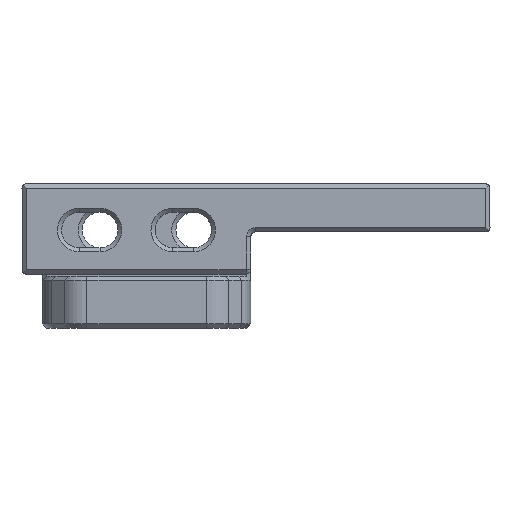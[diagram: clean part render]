
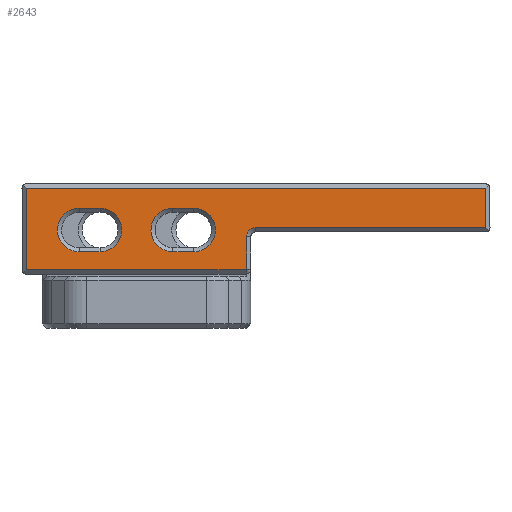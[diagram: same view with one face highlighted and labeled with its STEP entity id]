
A CAD part, front view. The second image highlights one B-rep face of the part: STEP entity #2643.
In plain terms, the highlighted face is planar.
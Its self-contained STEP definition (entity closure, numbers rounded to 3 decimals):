
#22=B_SPLINE_CURVE_WITH_KNOTS('',3,(#4316,#4317,#4318,#4319,#4320,#4321,
#4322),.UNSPECIFIED.,.F.,.F.,(4,1,1,1,4),(-1.571,-0.673,
0.224,0.673,1.571),.UNSPECIFIED.);
#24=B_SPLINE_CURVE_WITH_KNOTS('',3,(#4364,#4365,#4366,#4367,#4368,#4369,
#4370),.UNSPECIFIED.,.F.,.F.,(4,1,1,1,4),(-1.571,-0.673,
0.224,0.673,1.571),.UNSPECIFIED.);
#67=FACE_BOUND('',#471,.T.);
#68=FACE_BOUND('',#472,.T.);
#131=PLANE('',#2902);
#297=FACE_OUTER_BOUND('',#470,.T.);
#470=EDGE_LOOP('',(#2242,#2243,#2244,#2245,#2246,#2247,#2248,#2249));
#471=EDGE_LOOP('',(#2250,#2251,#2252,#2253));
#472=EDGE_LOOP('',(#2254,#2255,#2256,#2257));
#696=LINE('',#4272,#962);
#701=LINE('',#4286,#967);
#707=LINE('',#4343,#973);
#708=LINE('',#4345,#974);
#709=LINE('',#4347,#975);
#710=LINE('',#4351,#976);
#711=LINE('',#4355,#977);
#712=LINE('',#4356,#978);
#713=LINE('',#4359,#979);
#714=LINE('',#4363,#980);
#962=VECTOR('',#3506,10.);
#967=VECTOR('',#3519,10.);
#973=VECTOR('',#3533,10.);
#974=VECTOR('',#3534,10.);
#975=VECTOR('',#3535,10.);
#976=VECTOR('',#3538,10.);
#977=VECTOR('',#3541,10.);
#978=VECTOR('',#3542,10.);
#979=VECTOR('',#3543,10.);
#980=VECTOR('',#3546,10.);
#1124=CIRCLE('',#2896,2.1);
#1127=CIRCLE('',#2903,0.05);
#1128=CIRCLE('',#2904,0.85);
#1129=CIRCLE('',#2905,2.1);
#1288=VERTEX_POINT('',#4269);
#1289=VERTEX_POINT('',#4271);
#1292=VERTEX_POINT('',#4278);
#1294=VERTEX_POINT('',#4284);
#1298=VERTEX_POINT('',#4341);
#1299=VERTEX_POINT('',#4342);
#1300=VERTEX_POINT('',#4344);
#1301=VERTEX_POINT('',#4346);
#1302=VERTEX_POINT('',#4348);
#1303=VERTEX_POINT('',#4350);
#1304=VERTEX_POINT('',#4352);
#1305=VERTEX_POINT('',#4354);
#1306=VERTEX_POINT('',#4357);
#1307=VERTEX_POINT('',#4358);
#1308=VERTEX_POINT('',#4360);
#1309=VERTEX_POINT('',#4362);
#1607=EDGE_CURVE('',#1288,#1289,#696,.T.);
#1611=EDGE_CURVE('',#1292,#1288,#1124,.T.);
#1614=EDGE_CURVE('',#1294,#1292,#701,.T.);
#1616=EDGE_CURVE('',#1289,#1294,#22,.T.);
#1623=EDGE_CURVE('',#1298,#1299,#707,.T.);
#1624=EDGE_CURVE('',#1300,#1298,#708,.T.);
#1625=EDGE_CURVE('',#1301,#1300,#709,.T.);
#1626=EDGE_CURVE('',#1302,#1301,#1127,.T.);
#1627=EDGE_CURVE('',#1303,#1302,#710,.T.);
#1628=EDGE_CURVE('',#1304,#1303,#1128,.T.);
#1629=EDGE_CURVE('',#1305,#1304,#711,.T.);
#1630=EDGE_CURVE('',#1299,#1305,#712,.T.);
#1631=EDGE_CURVE('',#1306,#1307,#713,.T.);
#1632=EDGE_CURVE('',#1308,#1306,#1129,.T.);
#1633=EDGE_CURVE('',#1309,#1308,#714,.T.);
#1634=EDGE_CURVE('',#1307,#1309,#24,.T.);
#2242=ORIENTED_EDGE('',*,*,#1623,.F.);
#2243=ORIENTED_EDGE('',*,*,#1624,.F.);
#2244=ORIENTED_EDGE('',*,*,#1625,.F.);
#2245=ORIENTED_EDGE('',*,*,#1626,.F.);
#2246=ORIENTED_EDGE('',*,*,#1627,.F.);
#2247=ORIENTED_EDGE('',*,*,#1628,.F.);
#2248=ORIENTED_EDGE('',*,*,#1629,.F.);
#2249=ORIENTED_EDGE('',*,*,#1630,.F.);
#2250=ORIENTED_EDGE('',*,*,#1631,.F.);
#2251=ORIENTED_EDGE('',*,*,#1632,.F.);
#2252=ORIENTED_EDGE('',*,*,#1633,.F.);
#2253=ORIENTED_EDGE('',*,*,#1634,.F.);
#2254=ORIENTED_EDGE('',*,*,#1607,.F.);
#2255=ORIENTED_EDGE('',*,*,#1611,.F.);
#2256=ORIENTED_EDGE('',*,*,#1614,.F.);
#2257=ORIENTED_EDGE('',*,*,#1616,.F.);
#2643=ADVANCED_FACE('',(#297,#67,#68),#131,.T.);
#2896=AXIS2_PLACEMENT_3D('',#4280,#3512,#3513);
#2902=AXIS2_PLACEMENT_3D('',#4340,#3531,#3532);
#2903=AXIS2_PLACEMENT_3D('',#4349,#3536,#3537);
#2904=AXIS2_PLACEMENT_3D('',#4353,#3539,#3540);
#2905=AXIS2_PLACEMENT_3D('',#4361,#3544,#3545);
#3506=DIRECTION('',(-1.,0.,0.));
#3512=DIRECTION('center_axis',(0.,0.,1.));
#3513=DIRECTION('ref_axis',(1.,0.,0.));
#3519=DIRECTION('',(1.,0.,0.));
#3531=DIRECTION('center_axis',(0.,0.,1.));
#3532=DIRECTION('ref_axis',(1.,0.,0.));
#3533=DIRECTION('',(1.,0.,0.));
#3534=DIRECTION('',(0.,1.,0.));
#3535=DIRECTION('',(-1.,0.,0.));
#3536=DIRECTION('center_axis',(0.,0.,-1.));
#3537=DIRECTION('ref_axis',(0.707,-0.707,0.));
#3538=DIRECTION('',(0.,-1.,0.));
#3539=DIRECTION('center_axis',(0.,0.,1.));
#3540=DIRECTION('ref_axis',(-0.707,0.707,0.));
#3541=DIRECTION('',(-1.,0.,0.));
#3542=DIRECTION('',(0.,-1.,0.));
#3543=DIRECTION('',(-1.,0.,0.));
#3544=DIRECTION('center_axis',(0.,0.,1.));
#3545=DIRECTION('ref_axis',(1.,0.,0.));
#3546=DIRECTION('',(1.,0.,0.));
#4269=CARTESIAN_POINT('',(-65.499,-31.359,59.177));
#4271=CARTESIAN_POINT('',(-67.5,-31.359,59.177));
#4272=CARTESIAN_POINT('',(-73.749,-31.359,59.177));
#4278=CARTESIAN_POINT('',(-65.499,-35.559,59.177));
#4280=CARTESIAN_POINT('Origin',(-65.499,-33.459,59.177));
#4284=CARTESIAN_POINT('',(-67.5,-35.559,59.177));
#4286=CARTESIAN_POINT('',(-72.749,-35.559,59.177));
#4316=CARTESIAN_POINT('Ctrl Pts',(-67.5,-31.359,59.177));
#4317=CARTESIAN_POINT('Ctrl Pts',(-68.128,-31.359,59.177));
#4318=CARTESIAN_POINT('Ctrl Pts',(-69.38,-31.966,59.177));
#4319=CARTESIAN_POINT('Ctrl Pts',(-69.761,-33.65,59.177));
#4320=CARTESIAN_POINT('Ctrl Pts',(-69.055,-35.105,59.177));
#4321=CARTESIAN_POINT('Ctrl Pts',(-68.128,-35.559,59.177));
#4322=CARTESIAN_POINT('Ctrl Pts',(-67.5,-35.559,59.177));
#4340=CARTESIAN_POINT('Origin',(-80.,-33.647,59.177));
#4341=CARTESIAN_POINT('',(-81.6,-29.421,59.177));
#4342=CARTESIAN_POINT('',(-37.4,-29.421,59.177));
#4343=CARTESIAN_POINT('',(-67.25,-29.421,59.177));
#4344=CARTESIAN_POINT('',(-81.6,-37.297,59.177));
#4345=CARTESIAN_POINT('',(-81.6,-33.647,59.177));
#4346=CARTESIAN_POINT('',(-60.45,-37.297,59.177));
#4347=CARTESIAN_POINT('',(-75.,-37.297,59.177));
#4348=CARTESIAN_POINT('',(-60.4,-37.247,59.177));
#4349=CARTESIAN_POINT('Origin',(-60.45,-37.247,59.177));
#4350=CARTESIAN_POINT('',(-60.4,-34.097,59.177));
#4351=CARTESIAN_POINT('',(-60.4,-33.647,59.177));
#4352=CARTESIAN_POINT('',(-59.55,-33.247,59.177));
#4353=CARTESIAN_POINT('Origin',(-59.55,-34.097,59.177));
#4354=CARTESIAN_POINT('',(-37.4,-33.247,59.177));
#4355=CARTESIAN_POINT('',(-67.25,-33.247,59.177));
#4356=CARTESIAN_POINT('',(-37.4,-33.647,59.177));
#4357=CARTESIAN_POINT('',(-74.499,-31.359,59.177));
#4358=CARTESIAN_POINT('',(-76.5,-31.359,59.177));
#4359=CARTESIAN_POINT('',(-78.25,-31.359,59.177));
#4360=CARTESIAN_POINT('',(-74.499,-35.559,59.177));
#4361=CARTESIAN_POINT('Origin',(-74.499,-33.459,59.177));
#4362=CARTESIAN_POINT('',(-76.5,-35.559,59.177));
#4363=CARTESIAN_POINT('',(-77.249,-35.559,59.177));
#4364=CARTESIAN_POINT('Ctrl Pts',(-76.5,-31.359,59.177));
#4365=CARTESIAN_POINT('Ctrl Pts',(-77.128,-31.359,59.177));
#4366=CARTESIAN_POINT('Ctrl Pts',(-78.38,-31.966,59.177));
#4367=CARTESIAN_POINT('Ctrl Pts',(-78.761,-33.65,59.177));
#4368=CARTESIAN_POINT('Ctrl Pts',(-78.055,-35.105,59.177));
#4369=CARTESIAN_POINT('Ctrl Pts',(-77.128,-35.559,59.177));
#4370=CARTESIAN_POINT('Ctrl Pts',(-76.5,-35.559,59.177));
